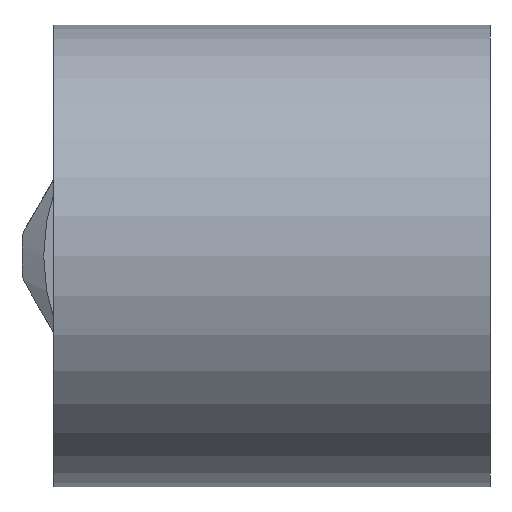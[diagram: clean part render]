
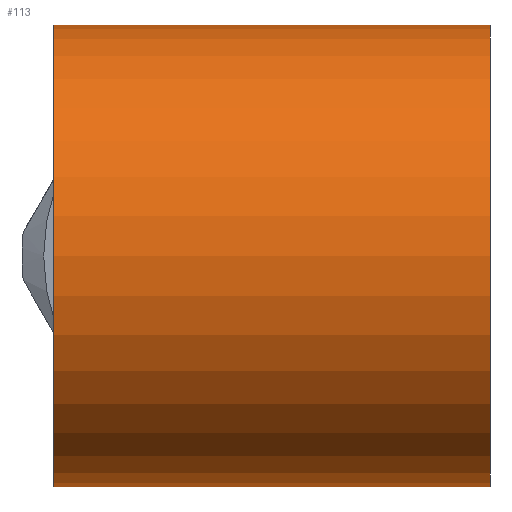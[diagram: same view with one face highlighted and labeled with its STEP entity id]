
A CAD part, left-side view. The second image highlights one B-rep face of the part: STEP entity #113.
In plain terms, the highlighted cylindrical face has radius 9 mm (diameter 18 mm), a partial arc.
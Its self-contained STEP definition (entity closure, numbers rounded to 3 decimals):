
#63 = AXIS2_PLACEMENT_3D ( 'NONE', #1034, #1035, #1036 ) ;
#65 = AXIS2_PLACEMENT_3D ( 'NONE', #1031, #1032, #1033 ) ;
#70 = CIRCLE ( 'NONE', #63, 9. ) ;
#72 = CIRCLE ( 'NONE', #65, 9. ) ;
#113 = ADVANCED_FACE ( 'NONE', ( #1672 ), #1673, .T. ) ;
#962 = CARTESIAN_POINT ( 'NONE',  ( 0., 13.586, 9. ) ) ;
#963 = DIRECTION ( 'NONE',  ( 0., 1., 0. ) ) ;
#1031 = CARTESIAN_POINT ( 'NONE',  ( 0., -9.5, 0. ) ) ;
#1032 = DIRECTION ( 'NONE',  ( 0., 1., 0. ) ) ;
#1033 = DIRECTION ( 'NONE',  ( 0., 0., 1. ) ) ;
#1034 = CARTESIAN_POINT ( 'NONE',  ( 0., 7.5, 0. ) ) ;
#1035 = DIRECTION ( 'NONE',  ( 0., -1., 0. ) ) ;
#1036 = DIRECTION ( 'NONE',  ( 0., 0., -1. ) ) ;
#1174 = EDGE_CURVE ( 'NONE', #1925, #1922, #1749, .T. ) ;
#1200 = EDGE_CURVE ( 'NONE', #1924, #1925, #72, .T. ) ;
#1201 = EDGE_CURVE ( 'NONE', #1922, #1923, #70, .T. ) ;
#1260 = CARTESIAN_POINT ( 'NONE',  ( 0., 7.5, 9. ) ) ;
#1261 = CARTESIAN_POINT ( 'NONE',  ( 0., 7.5, -9. ) ) ;
#1262 = CARTESIAN_POINT ( 'NONE',  ( 0., -9.5, -9. ) ) ;
#1263 = CARTESIAN_POINT ( 'NONE',  ( 0., -9.5, 9. ) ) ;
#1317 = CARTESIAN_POINT ( 'NONE',  ( 0., 13.586, -9. ) ) ;
#1318 = DIRECTION ( 'NONE',  ( 0., 1., 0. ) ) ;
#1429 = AXIS2_PLACEMENT_3D ( 'NONE', #1622, #1621, #1620 ) ;
#1620 = DIRECTION ( 'NONE',  ( 0., 0., 1. ) ) ;
#1621 = DIRECTION ( 'NONE',  ( 0., 1., 0. ) ) ;
#1622 = CARTESIAN_POINT ( 'NONE',  ( 0., 13.586, 0. ) ) ;
#1672 = FACE_OUTER_BOUND ( 'NONE', #2443, .T. ) ;
#1673 = CYLINDRICAL_SURFACE ( 'NONE', #1429, 9. ) ;
#1749 = LINE ( 'NONE', #962, #2136 ) ;
#1801 = LINE ( 'NONE', #1317, #2356 ) ;
#1922 = VERTEX_POINT ( 'NONE', #1260 ) ;
#1923 = VERTEX_POINT ( 'NONE', #1261 ) ;
#1924 = VERTEX_POINT ( 'NONE', #1262 ) ;
#1925 = VERTEX_POINT ( 'NONE', #1263 ) ;
#2078 = ORIENTED_EDGE ( 'NONE', *, *, #1174, .T. ) ;
#2080 = ORIENTED_EDGE ( 'NONE', *, *, #2408, .F. ) ;
#2081 = ORIENTED_EDGE ( 'NONE', *, *, #1200, .T. ) ;
#2082 = ORIENTED_EDGE ( 'NONE', *, *, #1201, .T. ) ;
#2136 = VECTOR ( 'NONE', #963, 1000. ) ;
#2356 = VECTOR ( 'NONE', #1318, 1000. ) ;
#2408 = EDGE_CURVE ( 'NONE', #1924, #1923, #1801, .T. ) ;
#2443 = EDGE_LOOP ( 'NONE', ( #2080, #2081, #2078, #2082 ) ) ;
